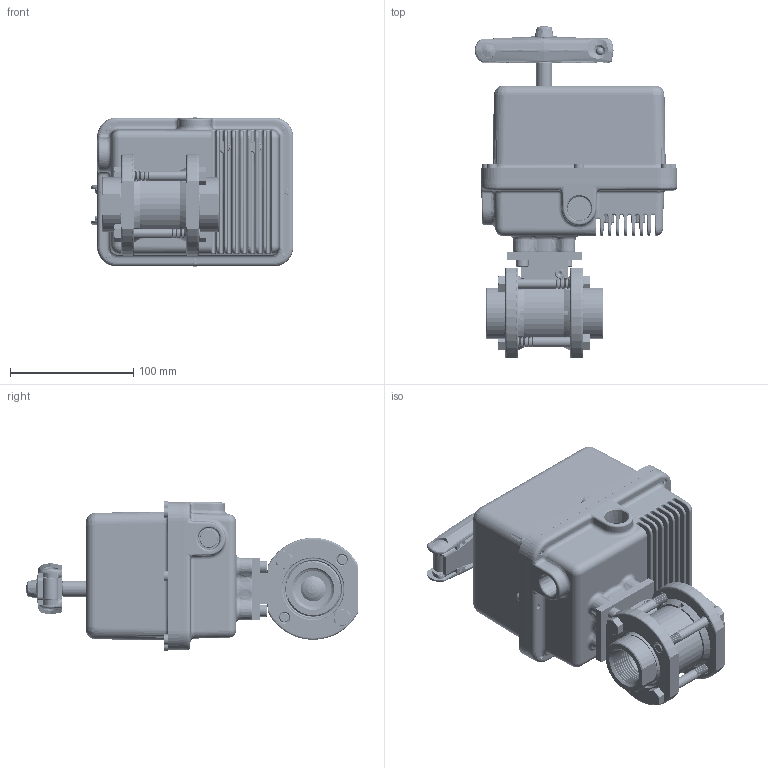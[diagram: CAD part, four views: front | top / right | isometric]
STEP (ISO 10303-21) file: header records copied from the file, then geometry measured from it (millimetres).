
FILE_DESCRIPTION (( 'STEP AP203' ), '1' );
FILE_NAME ('28XXSES600.step', '2018-04-11T12:00:40', ( '' ), ( '' ), 'SwSTEP 2.0', 'SolidWorks 2017', '' );
FILE_SCHEMA (( 'CONFIG_CONTROL_DESIGN' ));
Length unit declared in the file: inch
Products named in the file (1): 28XXSES600
Bounding box: 163.85 x 268.82 x 121.31 mm (x, y, z)
Volume: 798745.9 mm3; surface area: 344009.1 mm2
Topology: 34 solids, 34 shells, 3829 faces, 9407 edges, 5669 vertices
Faces by surface type: cone 1357, cylinder 953, plane 874, bspline 452, torus 143, sphere 50
Entity records: 151953 total; most frequent: CARTESIAN_POINT 64489, ORIENTED_EDGE 18656, DIRECTION 18245, EDGE_CURVE 9328, AXIS2_PLACEMENT_3D 7163, VERTEX_POINT 5660, EDGE_LOOP 4036, VECTOR 3919
